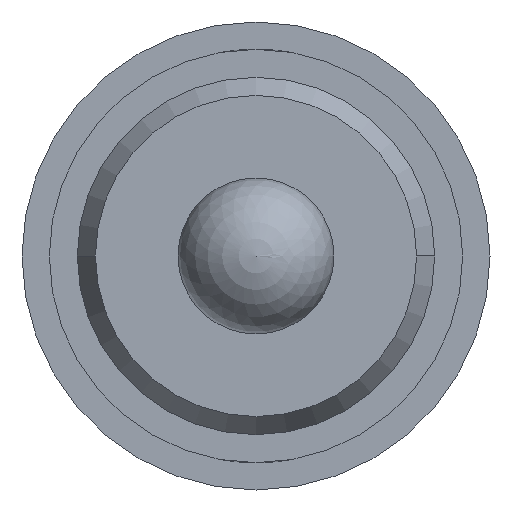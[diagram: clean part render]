
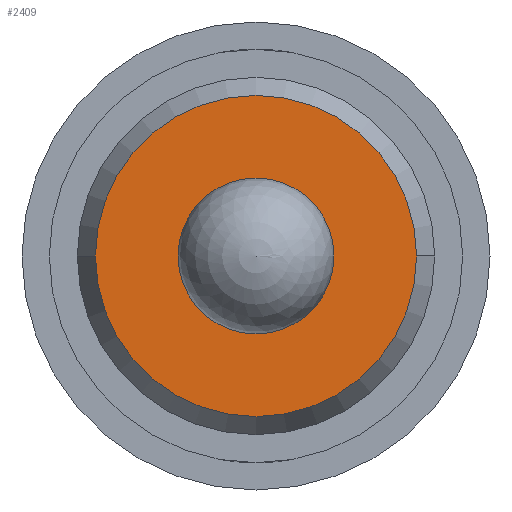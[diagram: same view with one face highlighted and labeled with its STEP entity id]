
A CAD part, front view. The second image highlights one B-rep face of the part: STEP entity #2409.
In plain terms, the highlighted planar face has unit normal (0, -1, 0).
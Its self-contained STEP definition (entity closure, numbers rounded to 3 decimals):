
#97 = DIRECTION ( 'NONE',  ( 1., 0., 0. ) ) ;
#147 = VERTEX_POINT ( 'NONE', #1642 ) ;
#241 = PLANE ( 'NONE',  #323 ) ;
#257 = FACE_OUTER_BOUND ( 'NONE', #1079, .T. ) ;
#323 = AXIS2_PLACEMENT_3D ( 'NONE', #3731, #765, #707 ) ;
#392 = FACE_BOUND ( 'NONE', #1086, .T. ) ;
#604 = CIRCLE ( 'NONE', #1112, 0.5 ) ;
#683 = ORIENTED_EDGE ( 'NONE', *, *, #4612, .T. ) ;
#707 = DIRECTION ( 'NONE',  ( 1., 0., 0. ) ) ;
#748 = CARTESIAN_POINT ( 'NONE',  ( 1.03, -28.6, 0. ) ) ;
#765 = DIRECTION ( 'NONE',  ( 0., -1., 0. ) ) ;
#784 = EDGE_CURVE ( 'Defeature ausgef�hrt1_17+Defeature ausgef�hrt1_14+Defeature ausgef�hrt1_14+Defeature ausgef�hrt1_14', #1535, #147, #4446, .T. ) ;
#815 = ORIENTED_EDGE ( 'NONE', *, *, #784, .T. ) ;
#954 = DIRECTION ( 'NONE',  ( 0., -1., 0. ) ) ;
#984 = CARTESIAN_POINT ( 'NONE',  ( 0., -28.6, 0. ) ) ;
#996 = DIRECTION ( 'NONE',  ( 0., -1., 0. ) ) ;
#1079 = EDGE_LOOP ( 'NONE', ( #2221, #683 ) ) ;
#1086 = EDGE_LOOP ( 'NONE', ( #815, #5139 ) ) ;
#1112 = AXIS2_PLACEMENT_3D ( 'NONE', #4130, #5046, #1575 ) ;
#1126 = AXIS2_PLACEMENT_3D ( 'NONE', #4583, #1153, #4111 ) ;
#1153 = DIRECTION ( 'NONE',  ( 0., 1., 0. ) ) ;
#1402 = VERTEX_POINT ( 'NONE', #1542 ) ;
#1535 = VERTEX_POINT ( 'NONE', #3800 ) ;
#1542 = CARTESIAN_POINT ( 'NONE',  ( -1.03, -28.6, 0. ) ) ;
#1575 = DIRECTION ( 'NONE',  ( 0., 0., -1. ) ) ;
#1609 = EDGE_CURVE ( 'Defeature ausgef�hrt1_17+Defeature ausgef�hrt1_16+Defeature ausgef�hrt1_16+Defeature ausgef�hrt1_16', #1402, #1716, #1792, .T. ) ;
#1642 = CARTESIAN_POINT ( 'NONE',  ( 0., -28.6, -0.5 ) ) ;
#1716 = VERTEX_POINT ( 'NONE', #748 ) ;
#1782 = EDGE_CURVE ( 'Defeature ausgef�hrt1_17+Defeature ausgef�hrt1_14+Defeature ausgef�hrt1_14+Defeature ausgef�hrt1_14', #147, #1535, #604, .T. ) ;
#1792 = CIRCLE ( 'NONE', #5484, 1.03 ) ;
#2221 = ORIENTED_EDGE ( 'NONE', *, *, #1609, .T. ) ;
#2409 = ADVANCED_FACE ( 'Defeature ausgef�hrt1_17', ( #392, #257 ), #241, .T. ) ;
#3731 = CARTESIAN_POINT ( 'NONE',  ( -1.145, -28.6, 0. ) ) ;
#3800 = CARTESIAN_POINT ( 'NONE',  ( 0., -28.6, 0.5 ) ) ;
#3909 = AXIS2_PLACEMENT_3D ( 'NONE', #984, #954, #4481 ) ;
#4111 = DIRECTION ( 'NONE',  ( 0., 0., -1. ) ) ;
#4130 = CARTESIAN_POINT ( 'NONE',  ( 0., -28.6, 0. ) ) ;
#4446 = CIRCLE ( 'NONE', #1126, 0.5 ) ;
#4481 = DIRECTION ( 'NONE',  ( 1., 0., 0. ) ) ;
#4583 = CARTESIAN_POINT ( 'NONE',  ( 0., -28.6, 0. ) ) ;
#4612 = EDGE_CURVE ( 'Defeature ausgef�hrt1_17+Defeature ausgef�hrt1_16+Defeature ausgef�hrt1_16+Defeature ausgef�hrt1_16', #1716, #1402, #5528, .T. ) ;
#4828 = CARTESIAN_POINT ( 'NONE',  ( 0., -28.6, 0. ) ) ;
#5046 = DIRECTION ( 'NONE',  ( 0., 1., 0. ) ) ;
#5139 = ORIENTED_EDGE ( 'NONE', *, *, #1782, .T. ) ;
#5484 = AXIS2_PLACEMENT_3D ( 'NONE', #4828, #996, #97 ) ;
#5528 = CIRCLE ( 'NONE', #3909, 1.03 ) ;
